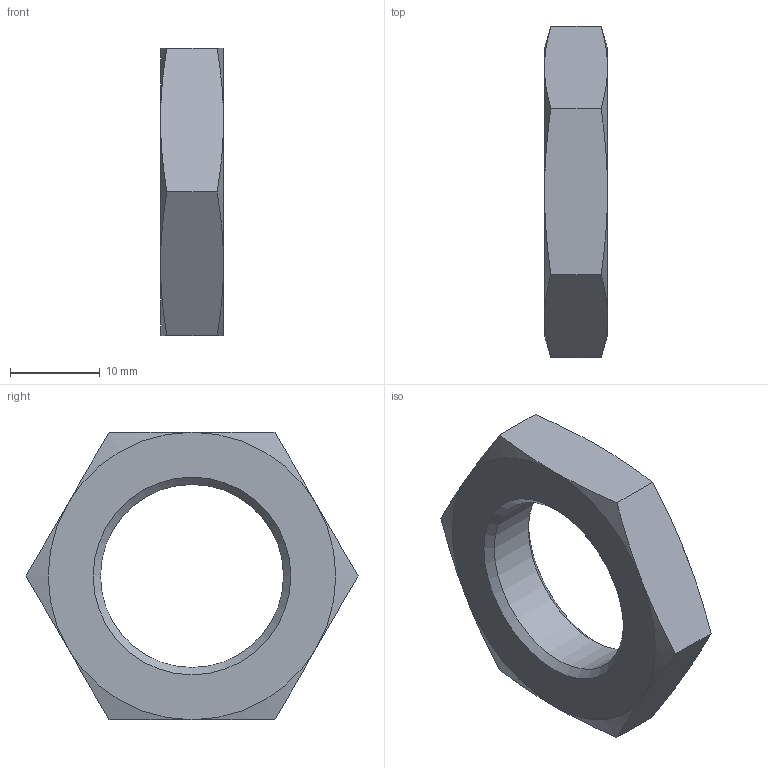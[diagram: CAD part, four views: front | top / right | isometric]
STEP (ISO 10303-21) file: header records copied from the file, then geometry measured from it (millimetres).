
FILE_DESCRIPTION(/* description */ ('Alibre Inc.'),/* implementation_level */ '2;1');
FILE_NAME(/* name */ 'export-3076D6A7-BA39-46DE-AFA0-94FB1387EF4D',/* time_stamp */ '2021-10-11T12:25:59+02:00',/* author */ (''),/* organization */ (''),/* preprocessor_version */ 'ST-DEVELOPER v17',/* originating_system */ 'Alibre',/* authorisation */ '');
FILE_SCHEMA (('AUTOMOTIVE_DESIGN'));
Length unit declared in the file: millimetre
Products named in the file (1): _0950200010-20
Bounding box: 7 x 36.95 x 32 mm (x, y, z)
Volume: 3846.9 mm3; surface area: 2239.6 mm2
Topology: 1 solids, 1 shells, 23 faces, 51 edges, 30 vertices
Faces by surface type: cone 14, plane 8, cylinder 1
Full cylindrical faces by diameter (mm): 20.376 x1
Entity records: 644 total; most frequent: CARTESIAN_POINT 152, ORIENTED_EDGE 102, DIRECTION 83, EDGE_CURVE 51, AXIS2_PLACEMENT_3D 41, VERTEX_POINT 30, EDGE_LOOP 25, FACE_BOUND 25
